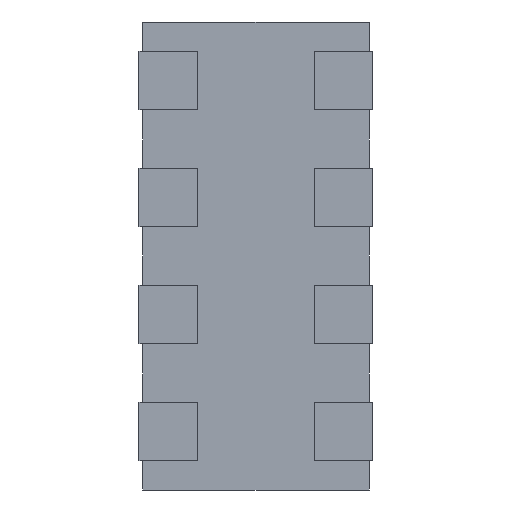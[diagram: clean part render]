
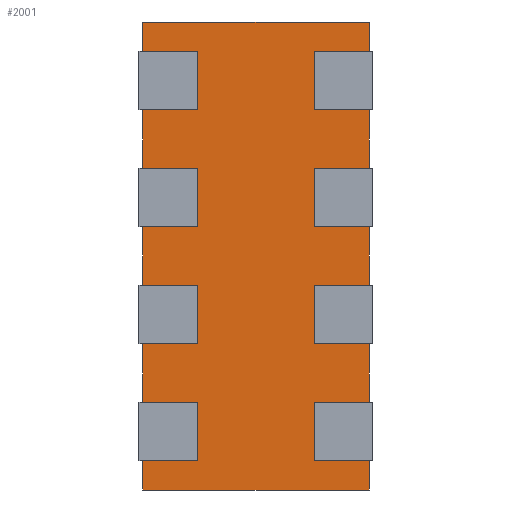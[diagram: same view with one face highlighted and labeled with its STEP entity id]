
A CAD part, front view. The second image highlights one B-rep face of the part: STEP entity #2001.
In plain terms, the highlighted planar face has unit normal (0, -1, 0).
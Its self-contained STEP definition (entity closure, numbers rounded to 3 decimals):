
#5=DIRECTION('',(1.,0.,0.));
#6=VECTOR('',#5,1.55);
#7=CARTESIAN_POINT('',(-0.775,-0.125,0.));
#8=LINE('',#7,#6);
#282=DIRECTION('',(0.,0.,1.));
#283=VECTOR('',#282,0.2);
#284=CARTESIAN_POINT('',(0.775,-0.125,0.));
#285=LINE('',#284,#283);
#294=DIRECTION('',(0.,0.,1.));
#295=VECTOR('',#294,0.4);
#296=CARTESIAN_POINT('',(0.775,-0.125,0.6));
#297=LINE('',#296,#295);
#306=DIRECTION('',(0.,0.,1.));
#307=VECTOR('',#306,0.4);
#308=CARTESIAN_POINT('',(0.775,-0.125,1.4));
#309=LINE('',#308,#307);
#318=DIRECTION('',(0.,0.,1.));
#319=VECTOR('',#318,0.4);
#320=CARTESIAN_POINT('',(0.775,-0.125,2.2));
#321=LINE('',#320,#319);
#326=DIRECTION('',(0.,0.,1.));
#327=VECTOR('',#326,0.2);
#328=CARTESIAN_POINT('',(0.775,-0.125,3.));
#329=LINE('',#328,#327);
#423=DIRECTION('',(-1.,0.,0.));
#424=VECTOR('',#423,0.375);
#425=CARTESIAN_POINT('',(0.775,-0.125,2.6));
#426=LINE('',#425,#424);
#427=DIRECTION('',(-1.,0.,0.));
#428=VECTOR('',#427,0.375);
#429=CARTESIAN_POINT('',(0.775,-0.125,2.2));
#430=LINE('',#429,#428);
#431=DIRECTION('',(0.,0.,1.));
#432=VECTOR('',#431,0.4);
#433=CARTESIAN_POINT('',(0.4,-0.125,1.8));
#434=LINE('',#433,#432);
#435=DIRECTION('',(-1.,0.,0.));
#436=VECTOR('',#435,0.375);
#437=CARTESIAN_POINT('',(0.775,-0.125,1.8));
#438=LINE('',#437,#436);
#439=DIRECTION('',(-1.,0.,0.));
#440=VECTOR('',#439,0.375);
#441=CARTESIAN_POINT('',(0.775,-0.125,1.4));
#442=LINE('',#441,#440);
#443=DIRECTION('',(0.,0.,1.));
#444=VECTOR('',#443,0.4);
#445=CARTESIAN_POINT('',(0.4,-0.125,1.));
#446=LINE('',#445,#444);
#447=DIRECTION('',(-1.,0.,0.));
#448=VECTOR('',#447,0.375);
#449=CARTESIAN_POINT('',(0.775,-0.125,1.));
#450=LINE('',#449,#448);
#451=DIRECTION('',(-1.,0.,0.));
#452=VECTOR('',#451,0.375);
#453=CARTESIAN_POINT('',(0.775,-0.125,0.6));
#454=LINE('',#453,#452);
#455=DIRECTION('',(0.,0.,1.));
#456=VECTOR('',#455,0.4);
#457=CARTESIAN_POINT('',(0.4,-0.125,0.2));
#458=LINE('',#457,#456);
#459=DIRECTION('',(-1.,0.,0.));
#460=VECTOR('',#459,0.375);
#461=CARTESIAN_POINT('',(0.775,-0.125,0.2));
#462=LINE('',#461,#460);
#463=DIRECTION('',(0.,0.,1.));
#464=VECTOR('',#463,0.2);
#465=CARTESIAN_POINT('',(-0.775,-0.125,0.));
#466=LINE('',#465,#464);
#467=DIRECTION('',(1.,0.,0.));
#468=VECTOR('',#467,0.375);
#469=CARTESIAN_POINT('',(-0.775,-0.125,0.2));
#470=LINE('',#469,#468);
#471=DIRECTION('',(0.,0.,-1.));
#472=VECTOR('',#471,0.4);
#473=CARTESIAN_POINT('',(-0.4,-0.125,0.6));
#474=LINE('',#473,#472);
#475=DIRECTION('',(1.,0.,0.));
#476=VECTOR('',#475,0.375);
#477=CARTESIAN_POINT('',(-0.775,-0.125,0.6));
#478=LINE('',#477,#476);
#479=DIRECTION('',(0.,0.,1.));
#480=VECTOR('',#479,0.4);
#481=CARTESIAN_POINT('',(-0.775,-0.125,0.6));
#482=LINE('',#481,#480);
#483=DIRECTION('',(1.,0.,0.));
#484=VECTOR('',#483,0.375);
#485=CARTESIAN_POINT('',(-0.775,-0.125,1.));
#486=LINE('',#485,#484);
#487=DIRECTION('',(0.,0.,-1.));
#488=VECTOR('',#487,0.4);
#489=CARTESIAN_POINT('',(-0.4,-0.125,1.4));
#490=LINE('',#489,#488);
#491=DIRECTION('',(1.,0.,0.));
#492=VECTOR('',#491,0.375);
#493=CARTESIAN_POINT('',(-0.775,-0.125,1.4));
#494=LINE('',#493,#492);
#495=DIRECTION('',(0.,0.,1.));
#496=VECTOR('',#495,0.4);
#497=CARTESIAN_POINT('',(-0.775,-0.125,1.4));
#498=LINE('',#497,#496);
#499=DIRECTION('',(1.,0.,0.));
#500=VECTOR('',#499,0.375);
#501=CARTESIAN_POINT('',(-0.775,-0.125,1.8));
#502=LINE('',#501,#500);
#503=DIRECTION('',(0.,0.,-1.));
#504=VECTOR('',#503,0.4);
#505=CARTESIAN_POINT('',(-0.4,-0.125,2.2));
#506=LINE('',#505,#504);
#507=DIRECTION('',(1.,0.,0.));
#508=VECTOR('',#507,0.375);
#509=CARTESIAN_POINT('',(-0.775,-0.125,2.2));
#510=LINE('',#509,#508);
#511=DIRECTION('',(0.,0.,1.));
#512=VECTOR('',#511,0.4);
#513=CARTESIAN_POINT('',(-0.775,-0.125,2.2));
#514=LINE('',#513,#512);
#515=DIRECTION('',(1.,0.,0.));
#516=VECTOR('',#515,0.375);
#517=CARTESIAN_POINT('',(-0.775,-0.125,2.6));
#518=LINE('',#517,#516);
#519=DIRECTION('',(0.,0.,-1.));
#520=VECTOR('',#519,0.4);
#521=CARTESIAN_POINT('',(-0.4,-0.125,3.));
#522=LINE('',#521,#520);
#523=DIRECTION('',(1.,0.,0.));
#524=VECTOR('',#523,0.375);
#525=CARTESIAN_POINT('',(-0.775,-0.125,3.));
#526=LINE('',#525,#524);
#527=DIRECTION('',(0.,0.,1.));
#528=VECTOR('',#527,0.2);
#529=CARTESIAN_POINT('',(-0.775,-0.125,3.));
#530=LINE('',#529,#528);
#531=DIRECTION('',(-1.,0.,0.));
#532=VECTOR('',#531,0.375);
#533=CARTESIAN_POINT('',(0.775,-0.125,3.));
#534=LINE('',#533,#532);
#535=DIRECTION('',(0.,0.,1.));
#536=VECTOR('',#535,0.4);
#537=CARTESIAN_POINT('',(0.4,-0.125,2.6));
#538=LINE('',#537,#536);
#919=DIRECTION('',(1.,0.,0.));
#920=VECTOR('',#919,1.55);
#921=CARTESIAN_POINT('',(-0.775,-0.125,3.2));
#922=LINE('',#921,#920);
#998=CARTESIAN_POINT('',(-0.775,-0.125,0.));
#1000=VERTEX_POINT('',#998);
#1001=CARTESIAN_POINT('',(0.775,-0.125,0.));
#1002=VERTEX_POINT('',#1001);
#1006=CARTESIAN_POINT('',(-0.775,-0.125,3.2));
#1008=VERTEX_POINT('',#1006);
#1009=CARTESIAN_POINT('',(0.775,-0.125,3.2));
#1010=VERTEX_POINT('',#1009);
#1026=CARTESIAN_POINT('',(-0.775,-0.125,0.2));
#1028=VERTEX_POINT('',#1026);
#1030=CARTESIAN_POINT('',(-0.775,-0.125,0.6));
#1032=VERTEX_POINT('',#1030);
#1033=CARTESIAN_POINT('',(-0.4,-0.125,0.2));
#1034=VERTEX_POINT('',#1033);
#1035=CARTESIAN_POINT('',(-0.4,-0.125,0.6));
#1036=VERTEX_POINT('',#1035);
#1050=CARTESIAN_POINT('',(-0.775,-0.125,1.));
#1052=VERTEX_POINT('',#1050);
#1054=CARTESIAN_POINT('',(-0.775,-0.125,1.4));
#1056=VERTEX_POINT('',#1054);
#1057=CARTESIAN_POINT('',(-0.4,-0.125,1.));
#1058=VERTEX_POINT('',#1057);
#1059=CARTESIAN_POINT('',(-0.4,-0.125,1.4));
#1060=VERTEX_POINT('',#1059);
#1074=CARTESIAN_POINT('',(-0.775,-0.125,1.8));
#1076=VERTEX_POINT('',#1074);
#1078=CARTESIAN_POINT('',(-0.775,-0.125,2.2));
#1080=VERTEX_POINT('',#1078);
#1081=CARTESIAN_POINT('',(-0.4,-0.125,1.8));
#1082=VERTEX_POINT('',#1081);
#1083=CARTESIAN_POINT('',(-0.4,-0.125,2.2));
#1084=VERTEX_POINT('',#1083);
#1098=CARTESIAN_POINT('',(-0.775,-0.125,2.6));
#1100=VERTEX_POINT('',#1098);
#1102=CARTESIAN_POINT('',(-0.775,-0.125,3.));
#1104=VERTEX_POINT('',#1102);
#1105=CARTESIAN_POINT('',(-0.4,-0.125,2.6));
#1106=VERTEX_POINT('',#1105);
#1107=CARTESIAN_POINT('',(-0.4,-0.125,3.));
#1108=VERTEX_POINT('',#1107);
#1121=CARTESIAN_POINT('',(0.775,-0.125,0.2));
#1122=CARTESIAN_POINT('',(0.4,-0.125,0.2));
#1123=VERTEX_POINT('',#1121);
#1124=VERTEX_POINT('',#1122);
#1125=CARTESIAN_POINT('',(0.4,-0.125,0.6));
#1126=VERTEX_POINT('',#1125);
#1127=CARTESIAN_POINT('',(0.775,-0.125,0.6));
#1128=VERTEX_POINT('',#1127);
#1145=CARTESIAN_POINT('',(0.775,-0.125,1.));
#1146=CARTESIAN_POINT('',(0.4,-0.125,1.));
#1147=VERTEX_POINT('',#1145);
#1148=VERTEX_POINT('',#1146);
#1149=CARTESIAN_POINT('',(0.4,-0.125,1.4));
#1150=VERTEX_POINT('',#1149);
#1151=CARTESIAN_POINT('',(0.775,-0.125,1.4));
#1152=VERTEX_POINT('',#1151);
#1169=CARTESIAN_POINT('',(0.775,-0.125,1.8));
#1170=CARTESIAN_POINT('',(0.4,-0.125,1.8));
#1171=VERTEX_POINT('',#1169);
#1172=VERTEX_POINT('',#1170);
#1173=CARTESIAN_POINT('',(0.4,-0.125,2.2));
#1174=VERTEX_POINT('',#1173);
#1175=CARTESIAN_POINT('',(0.775,-0.125,2.2));
#1176=VERTEX_POINT('',#1175);
#1193=CARTESIAN_POINT('',(0.775,-0.125,2.6));
#1194=CARTESIAN_POINT('',(0.4,-0.125,2.6));
#1195=VERTEX_POINT('',#1193);
#1196=VERTEX_POINT('',#1194);
#1197=CARTESIAN_POINT('',(0.4,-0.125,3.));
#1198=VERTEX_POINT('',#1197);
#1199=CARTESIAN_POINT('',(0.775,-0.125,3.));
#1200=VERTEX_POINT('',#1199);
#1937=CARTESIAN_POINT('',(-0.775,-0.125,0.));
#1938=DIRECTION('',(0.,-1.,0.));
#1939=DIRECTION('',(1.,0.,0.));
#1940=AXIS2_PLACEMENT_3D('',#1937,#1938,#1939);
#1941=PLANE('',#1940);
#1943=ORIENTED_EDGE('',*,*,#1942,.F.);
#1944=ORIENTED_EDGE('',*,*,#1738,.F.);
#1946=ORIENTED_EDGE('',*,*,#1945,.T.);
#1948=ORIENTED_EDGE('',*,*,#1947,.F.);
#1950=ORIENTED_EDGE('',*,*,#1949,.F.);
#1951=ORIENTED_EDGE('',*,*,#1723,.F.);
#1953=ORIENTED_EDGE('',*,*,#1952,.T.);
#1955=ORIENTED_EDGE('',*,*,#1954,.F.);
#1957=ORIENTED_EDGE('',*,*,#1956,.F.);
#1958=ORIENTED_EDGE('',*,*,#1708,.F.);
#1960=ORIENTED_EDGE('',*,*,#1959,.T.);
#1961=ORIENTED_EDGE('',*,*,#1928,.F.);
#1962=ORIENTED_EDGE('',*,*,#1767,.F.);
#1963=ORIENTED_EDGE('',*,*,#1693,.F.);
#1964=ORIENTED_EDGE('',*,*,#1300,.F.);
#1965=ORIENTED_EDGE('',*,*,#1316,.T.);
#1966=ORIENTED_EDGE('',*,*,#1403,.T.);
#1968=ORIENTED_EDGE('',*,*,#1967,.F.);
#1970=ORIENTED_EDGE('',*,*,#1969,.F.);
#1971=ORIENTED_EDGE('',*,*,#1331,.T.);
#1973=ORIENTED_EDGE('',*,*,#1972,.T.);
#1975=ORIENTED_EDGE('',*,*,#1974,.F.);
#1977=ORIENTED_EDGE('',*,*,#1976,.F.);
#1978=ORIENTED_EDGE('',*,*,#1347,.T.);
#1980=ORIENTED_EDGE('',*,*,#1979,.T.);
#1982=ORIENTED_EDGE('',*,*,#1981,.F.);
#1984=ORIENTED_EDGE('',*,*,#1983,.F.);
#1985=ORIENTED_EDGE('',*,*,#1363,.T.);
#1987=ORIENTED_EDGE('',*,*,#1986,.T.);
#1989=ORIENTED_EDGE('',*,*,#1988,.F.);
#1990=ORIENTED_EDGE('',*,*,#1541,.F.);
#1991=ORIENTED_EDGE('',*,*,#1383,.T.);
#1993=ORIENTED_EDGE('',*,*,#1992,.T.);
#1994=ORIENTED_EDGE('',*,*,#1750,.F.);
#1996=ORIENTED_EDGE('',*,*,#1995,.T.);
#1998=ORIENTED_EDGE('',*,*,#1997,.F.);
#1999=EDGE_LOOP('',(#1943,#1944,#1946,#1948,#1950,#1951,#1953,#1955,#1957,#1958,
#1960,#1961,#1962,#1963,#1964,#1965,#1966,#1968,#1970,#1971,#1973,#1975,#1977,
#1978,#1980,#1982,#1984,#1985,#1987,#1989,#1990,#1991,#1993,#1994,#1996,#1998));
#2000=FACE_OUTER_BOUND('',#1999,.F.);
#1300=EDGE_CURVE('',#1000,#1002,#8,.T.);
#1316=EDGE_CURVE('',#1000,#1028,#466,.T.);
#1331=EDGE_CURVE('',#1032,#1052,#482,.T.);
#1347=EDGE_CURVE('',#1056,#1076,#498,.T.);
#1363=EDGE_CURVE('',#1080,#1100,#514,.T.);
#1383=EDGE_CURVE('',#1104,#1008,#530,.T.);
#1403=EDGE_CURVE('',#1028,#1034,#470,.T.);
#1541=EDGE_CURVE('',#1104,#1108,#526,.T.);
#1693=EDGE_CURVE('',#1002,#1123,#285,.T.);
#1708=EDGE_CURVE('',#1128,#1147,#297,.T.);
#1723=EDGE_CURVE('',#1152,#1171,#309,.T.);
#1738=EDGE_CURVE('',#1176,#1195,#321,.T.);
#1750=EDGE_CURVE('',#1200,#1010,#329,.T.);
#1767=EDGE_CURVE('',#1123,#1124,#462,.T.);
#1928=EDGE_CURVE('',#1124,#1126,#458,.T.);
#1942=EDGE_CURVE('',#1195,#1196,#426,.T.);
#1945=EDGE_CURVE('',#1176,#1174,#430,.T.);
#1947=EDGE_CURVE('',#1172,#1174,#434,.T.);
#1949=EDGE_CURVE('',#1171,#1172,#438,.T.);
#1952=EDGE_CURVE('',#1152,#1150,#442,.T.);
#1954=EDGE_CURVE('',#1148,#1150,#446,.T.);
#1956=EDGE_CURVE('',#1147,#1148,#450,.T.);
#1959=EDGE_CURVE('',#1128,#1126,#454,.T.);
#1967=EDGE_CURVE('',#1036,#1034,#474,.T.);
#1969=EDGE_CURVE('',#1032,#1036,#478,.T.);
#1972=EDGE_CURVE('',#1052,#1058,#486,.T.);
#1974=EDGE_CURVE('',#1060,#1058,#490,.T.);
#1976=EDGE_CURVE('',#1056,#1060,#494,.T.);
#1979=EDGE_CURVE('',#1076,#1082,#502,.T.);
#1981=EDGE_CURVE('',#1084,#1082,#506,.T.);
#1983=EDGE_CURVE('',#1080,#1084,#510,.T.);
#1986=EDGE_CURVE('',#1100,#1106,#518,.T.);
#1988=EDGE_CURVE('',#1108,#1106,#522,.T.);
#1992=EDGE_CURVE('',#1008,#1010,#922,.T.);
#1995=EDGE_CURVE('',#1200,#1198,#534,.T.);
#1997=EDGE_CURVE('',#1196,#1198,#538,.T.);
#2001=ADVANCED_FACE('',(#2000),#1941,.T.);
